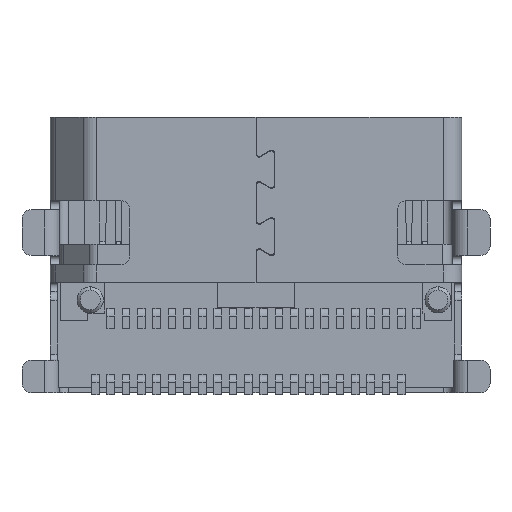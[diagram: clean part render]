
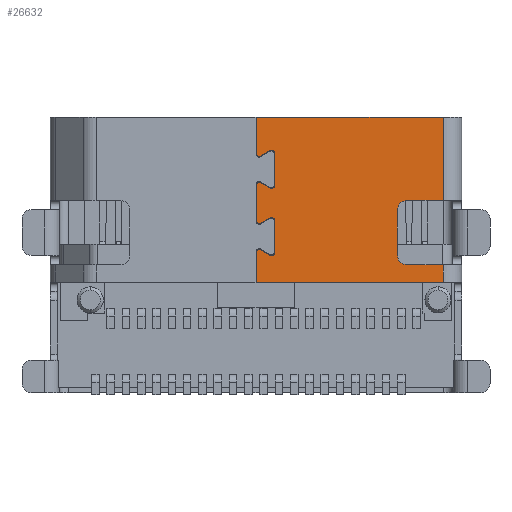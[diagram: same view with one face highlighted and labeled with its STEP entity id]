
A CAD part, front view. The second image highlights one B-rep face of the part: STEP entity #26632.
In plain terms, the highlighted planar face has unit normal (0, -1, 0).
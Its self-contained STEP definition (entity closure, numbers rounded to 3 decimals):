
#2058=DIRECTION('',(0.,0.,1.));
#2059=VECTOR('',#2058,2.72);
#2060=CARTESIAN_POINT('',(6.125,-1.715,1.43));
#2061=LINE('22330',#2060,#2059);
#2348=DIRECTION('',(0.,0.,1.));
#2349=VECTOR('',#2348,0.58);
#2350=CARTESIAN_POINT('',(6.125,-1.715,-1.25));
#2351=LINE('22322',#2350,#2349);
#2356=DIRECTION('',(-1.,0.,0.));
#2357=VECTOR('',#2356,6.11);
#2358=CARTESIAN_POINT('',(6.125,-1.715,-1.25));
#2359=LINE('21999',#2358,#2357);
#2360=CARTESIAN_POINT('',(0.105,-1.715,-0.259));
#2361=DIRECTION('',(0.,1.,0.));
#2362=DIRECTION('',(-1.,0.,0.));
#2363=AXIS2_PLACEMENT_3D('',#2360,#2361,#2362);
#2365=DIRECTION('',(0.866,0.,-0.5));
#2366=VECTOR('',#2365,0.346);
#2367=CARTESIAN_POINT('',(0.15,-1.715,-0.181));
#2368=LINE('22346',#2367,#2366);
#2369=CARTESIAN_POINT('',(0.505,-1.715,-0.259));
#2370=DIRECTION('',(0.,-1.,0.));
#2371=DIRECTION('',(-0.5,0.,-0.866));
#2372=AXIS2_PLACEMENT_3D('',#2369,#2370,#2371);
#2374=CARTESIAN_POINT('',(0.505,-1.715,0.759));
#2375=DIRECTION('',(0.,-1.,0.));
#2376=DIRECTION('',(1.,0.,0.));
#2377=AXIS2_PLACEMENT_3D('',#2374,#2375,#2376);
#2379=DIRECTION('',(-0.866,0.,-0.5));
#2380=VECTOR('',#2379,0.346);
#2381=CARTESIAN_POINT('',(0.45,-1.715,0.854));
#2382=LINE('22342',#2381,#2380);
#2383=CARTESIAN_POINT('',(0.105,-1.715,0.759));
#2384=DIRECTION('',(0.,1.,0.));
#2385=DIRECTION('',(0.5,0.,-0.866));
#2386=AXIS2_PLACEMENT_3D('',#2383,#2384,#2385);
#2388=CARTESIAN_POINT('',(0.105,-1.715,1.941));
#2389=DIRECTION('',(0.,1.,0.));
#2390=DIRECTION('',(-1.,0.,0.));
#2391=AXIS2_PLACEMENT_3D('',#2388,#2389,#2390);
#2393=DIRECTION('',(0.866,0.,-0.5));
#2394=VECTOR('',#2393,0.346);
#2395=CARTESIAN_POINT('',(0.15,-1.715,2.019));
#2396=LINE('22338',#2395,#2394);
#2397=CARTESIAN_POINT('',(0.505,-1.715,1.941));
#2398=DIRECTION('',(0.,-1.,0.));
#2399=DIRECTION('',(-0.5,0.,-0.866));
#2400=AXIS2_PLACEMENT_3D('',#2397,#2398,#2399);
#2402=CARTESIAN_POINT('',(0.505,-1.715,2.959));
#2403=DIRECTION('',(0.,-1.,0.));
#2404=DIRECTION('',(1.,0.,0.));
#2405=AXIS2_PLACEMENT_3D('',#2402,#2403,#2404);
#2407=DIRECTION('',(-0.866,0.,-0.5));
#2408=VECTOR('',#2407,0.346);
#2409=CARTESIAN_POINT('',(0.45,-1.715,3.054));
#2410=LINE('22334',#2409,#2408);
#2411=CARTESIAN_POINT('',(0.105,-1.715,2.959));
#2412=DIRECTION('',(0.,1.,0.));
#2413=DIRECTION('',(0.5,0.,-0.866));
#2414=AXIS2_PLACEMENT_3D('',#2411,#2412,#2413);
#2416=CARTESIAN_POINT('',(4.925,-1.715,1.13));
#2417=DIRECTION('',(0.,-1.,0.));
#2418=DIRECTION('',(0.,0.,1.));
#2419=AXIS2_PLACEMENT_3D('',#2416,#2417,#2418);
#2421=CARTESIAN_POINT('',(4.925,-1.715,-0.37));
#2422=DIRECTION('',(0.,-1.,0.));
#2423=DIRECTION('',(-1.,0.,0.));
#2424=AXIS2_PLACEMENT_3D('',#2421,#2422,#2423);
#2430=DIRECTION('',(0.,0.,1.));
#2431=VECTOR('',#2430,0.991);
#2432=CARTESIAN_POINT('',(0.015,-1.715,-1.25));
#2433=LINE('22348',#2432,#2431);
#2454=DIRECTION('',(0.,0.,-1.));
#2455=VECTOR('',#2454,1.017);
#2456=CARTESIAN_POINT('',(0.615,-1.715,0.759));
#2457=LINE('22344',#2456,#2455);
#2478=DIRECTION('',(0.,0.,-1.));
#2479=VECTOR('',#2478,1.183);
#2480=CARTESIAN_POINT('',(0.015,-1.715,1.941));
#2481=LINE('22340',#2480,#2479);
#2502=DIRECTION('',(0.,0.,-1.));
#2503=VECTOR('',#2502,1.017);
#2504=CARTESIAN_POINT('',(0.615,-1.715,2.959));
#2505=LINE('22336',#2504,#2503);
#2530=DIRECTION('',(0.,0.,-1.));
#2531=VECTOR('',#2530,1.191);
#2532=CARTESIAN_POINT('',(0.015,-1.715,4.15));
#2533=LINE('22332',#2532,#2531);
#2550=DIRECTION('',(-1.,0.,0.));
#2551=VECTOR('',#2550,6.11);
#2552=CARTESIAN_POINT('',(6.125,-1.715,4.15));
#2553=LINE('22331',#2552,#2551);
#2554=DIRECTION('',(-1.,0.,0.));
#2555=VECTOR('',#2554,1.2);
#2556=CARTESIAN_POINT('',(6.125,-1.715,1.43));
#2557=LINE('22329',#2556,#2555);
#2578=DIRECTION('',(0.,0.,-1.));
#2579=VECTOR('',#2578,1.5);
#2580=CARTESIAN_POINT('',(4.625,-1.715,1.13));
#2581=LINE('22327',#2580,#2579);
#2594=DIRECTION('',(1.,0.,0.));
#2595=VECTOR('',#2594,1.2);
#2596=CARTESIAN_POINT('',(4.925,-1.715,-0.67));
#2597=LINE('22325',#2596,#2595);
#18049=CARTESIAN_POINT('',(0.015,-1.715,-1.25));
#18050=VERTEX_POINT('',#18049);
#18051=CARTESIAN_POINT('',(6.125,-1.715,-1.25));
#18052=VERTEX_POINT('',#18051);
#18649=CARTESIAN_POINT('',(6.125,-1.715,-0.67));
#18650=VERTEX_POINT('',#18649);
#18653=CARTESIAN_POINT('',(4.925,-1.715,-0.67));
#18654=VERTEX_POINT('',#18653);
#18655=CARTESIAN_POINT('',(4.625,-1.715,-0.37));
#18656=VERTEX_POINT('',#18655);
#18657=CARTESIAN_POINT('',(4.625,-1.715,1.13));
#18658=VERTEX_POINT('',#18657);
#18659=CARTESIAN_POINT('',(4.925,-1.715,1.43));
#18660=VERTEX_POINT('',#18659);
#18661=CARTESIAN_POINT('',(6.125,-1.715,1.43));
#18662=VERTEX_POINT('',#18661);
#18663=CARTESIAN_POINT('',(6.125,-1.715,4.15));
#18664=VERTEX_POINT('',#18663);
#18665=CARTESIAN_POINT('',(0.015,-1.715,4.15));
#18666=VERTEX_POINT('',#18665);
#18667=CARTESIAN_POINT('',(0.015,-1.715,2.959));
#18668=VERTEX_POINT('',#18667);
#18669=CARTESIAN_POINT('',(0.15,-1.715,2.881));
#18670=VERTEX_POINT('',#18669);
#18671=CARTESIAN_POINT('',(0.45,-1.715,3.054));
#18672=VERTEX_POINT('',#18671);
#18673=CARTESIAN_POINT('',(0.615,-1.715,2.959));
#18674=VERTEX_POINT('',#18673);
#18675=CARTESIAN_POINT('',(0.615,-1.715,1.941));
#18676=VERTEX_POINT('',#18675);
#18677=CARTESIAN_POINT('',(0.45,-1.715,1.846));
#18678=VERTEX_POINT('',#18677);
#18679=CARTESIAN_POINT('',(0.15,-1.715,2.019));
#18680=VERTEX_POINT('',#18679);
#18681=CARTESIAN_POINT('',(0.015,-1.715,1.941));
#18682=VERTEX_POINT('',#18681);
#18683=CARTESIAN_POINT('',(0.015,-1.715,0.759));
#18684=VERTEX_POINT('',#18683);
#18685=CARTESIAN_POINT('',(0.15,-1.715,0.681));
#18686=VERTEX_POINT('',#18685);
#18687=CARTESIAN_POINT('',(0.45,-1.715,0.854));
#18688=VERTEX_POINT('',#18687);
#18689=CARTESIAN_POINT('',(0.615,-1.715,0.759));
#18690=VERTEX_POINT('',#18689);
#18691=CARTESIAN_POINT('',(0.615,-1.715,-0.259));
#18692=VERTEX_POINT('',#18691);
#18693=CARTESIAN_POINT('',(0.45,-1.715,-0.354));
#18694=VERTEX_POINT('',#18693);
#18695=CARTESIAN_POINT('',(0.15,-1.715,-0.181));
#18696=VERTEX_POINT('',#18695);
#18697=CARTESIAN_POINT('',(0.015,-1.715,-0.259));
#18698=VERTEX_POINT('',#18697);
#26576=CARTESIAN_POINT('',(3.07,-1.715,1.45));
#26577=DIRECTION('',(0.,1.,0.));
#26578=DIRECTION('',(-1.,0.,0.));
#26579=AXIS2_PLACEMENT_3D('',#26576,#26577,#26578);
#26580=PLANE('20050',#26579);
#26581=ORIENTED_EDGE('21999',*,*,#23514,.T.);
#26583=ORIENTED_EDGE('22348',*,*,#26582,.T.);
#26585=ORIENTED_EDGE('22347',*,*,#26584,.T.);
#26587=ORIENTED_EDGE('22346',*,*,#26586,.T.);
#26589=ORIENTED_EDGE('22345',*,*,#26588,.T.);
#26591=ORIENTED_EDGE('22344',*,*,#26590,.F.);
#26593=ORIENTED_EDGE('22343',*,*,#26592,.T.);
#26595=ORIENTED_EDGE('22342',*,*,#26594,.T.);
#26597=ORIENTED_EDGE('22341',*,*,#26596,.T.);
#26599=ORIENTED_EDGE('22340',*,*,#26598,.F.);
#26601=ORIENTED_EDGE('22339',*,*,#26600,.T.);
#26603=ORIENTED_EDGE('22338',*,*,#26602,.T.);
#26605=ORIENTED_EDGE('22337',*,*,#26604,.T.);
#26607=ORIENTED_EDGE('22336',*,*,#26606,.F.);
#26609=ORIENTED_EDGE('22335',*,*,#26608,.T.);
#26611=ORIENTED_EDGE('22334',*,*,#26610,.T.);
#26613=ORIENTED_EDGE('22333',*,*,#26612,.T.);
#26615=ORIENTED_EDGE('22332',*,*,#26614,.F.);
#26617=ORIENTED_EDGE('22331',*,*,#26616,.F.);
#26618=ORIENTED_EDGE('22330',*,*,#26204,.F.);
#26620=ORIENTED_EDGE('22329',*,*,#26619,.T.);
#26622=ORIENTED_EDGE('22328',*,*,#26621,.T.);
#26624=ORIENTED_EDGE('22327',*,*,#26623,.T.);
#26626=ORIENTED_EDGE('22326',*,*,#26625,.T.);
#26628=ORIENTED_EDGE('22325',*,*,#26627,.T.);
#26629=ORIENTED_EDGE('22322',*,*,#26567,.F.);
#26630=EDGE_LOOP('20050',(#26581,#26583,#26585,#26587,#26589,#26591,#26593,
#26595,#26597,#26599,#26601,#26603,#26605,#26607,#26609,#26611,#26613,#26615,
#26617,#26618,#26620,#26622,#26624,#26626,#26628,#26629));
#26631=FACE_OUTER_BOUND('20050',#26630,.F.);
#26632=ADVANCED_FACE('20050',(#26631),#26580,.F.);
#2364=CIRCLE('22347',#2363,0.09);
#2373=CIRCLE('22345',#2372,0.11);
#2378=CIRCLE('22343',#2377,0.11);
#2387=CIRCLE('22341',#2386,0.09);
#2392=CIRCLE('22339',#2391,0.09);
#2401=CIRCLE('22337',#2400,0.11);
#2406=CIRCLE('22335',#2405,0.11);
#2415=CIRCLE('22333',#2414,0.09);
#2420=CIRCLE('22328',#2419,0.3);
#2425=CIRCLE('22326',#2424,0.3);
#23514=EDGE_CURVE('21999',#18052,#18050,#2359,.T.);
#26204=EDGE_CURVE('22330',#18662,#18664,#2061,.T.);
#26567=EDGE_CURVE('22322',#18052,#18650,#2351,.T.);
#26582=EDGE_CURVE('22348',#18050,#18698,#2433,.T.);
#26584=EDGE_CURVE('22347',#18698,#18696,#2364,.T.);
#26586=EDGE_CURVE('22346',#18696,#18694,#2368,.T.);
#26588=EDGE_CURVE('22345',#18694,#18692,#2373,.T.);
#26590=EDGE_CURVE('22344',#18690,#18692,#2457,.T.);
#26592=EDGE_CURVE('22343',#18690,#18688,#2378,.T.);
#26594=EDGE_CURVE('22342',#18688,#18686,#2382,.T.);
#26596=EDGE_CURVE('22341',#18686,#18684,#2387,.T.);
#26598=EDGE_CURVE('22340',#18682,#18684,#2481,.T.);
#26600=EDGE_CURVE('22339',#18682,#18680,#2392,.T.);
#26602=EDGE_CURVE('22338',#18680,#18678,#2396,.T.);
#26604=EDGE_CURVE('22337',#18678,#18676,#2401,.T.);
#26606=EDGE_CURVE('22336',#18674,#18676,#2505,.T.);
#26608=EDGE_CURVE('22335',#18674,#18672,#2406,.T.);
#26610=EDGE_CURVE('22334',#18672,#18670,#2410,.T.);
#26612=EDGE_CURVE('22333',#18670,#18668,#2415,.T.);
#26614=EDGE_CURVE('22332',#18666,#18668,#2533,.T.);
#26616=EDGE_CURVE('22331',#18664,#18666,#2553,.T.);
#26619=EDGE_CURVE('22329',#18662,#18660,#2557,.T.);
#26621=EDGE_CURVE('22328',#18660,#18658,#2420,.T.);
#26623=EDGE_CURVE('22327',#18658,#18656,#2581,.T.);
#26625=EDGE_CURVE('22326',#18656,#18654,#2425,.T.);
#26627=EDGE_CURVE('22325',#18654,#18650,#2597,.T.);
